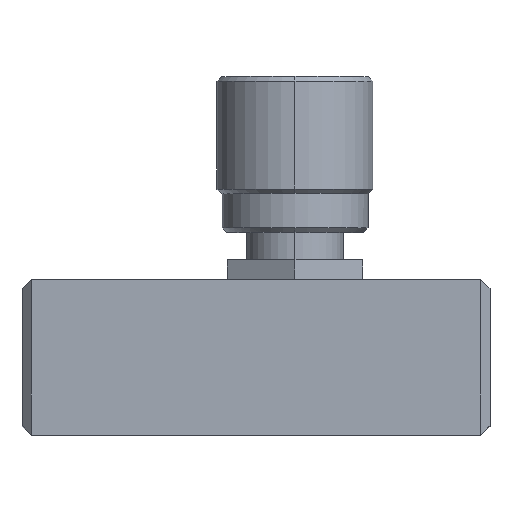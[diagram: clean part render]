
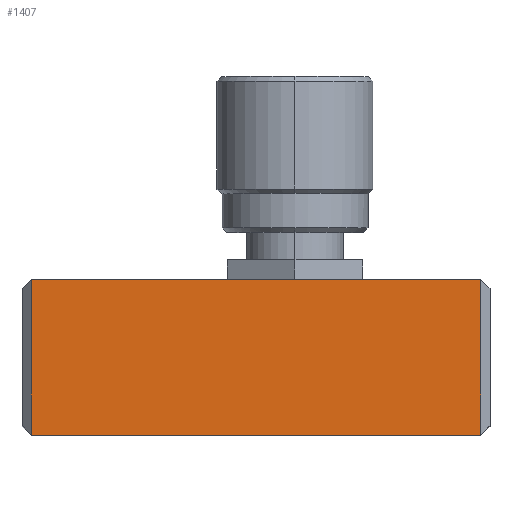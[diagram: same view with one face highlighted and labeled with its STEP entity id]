
A CAD part, top view. The second image highlights one B-rep face of the part: STEP entity #1407.
In plain terms, the highlighted planar face has unit normal (0, 0, 1).
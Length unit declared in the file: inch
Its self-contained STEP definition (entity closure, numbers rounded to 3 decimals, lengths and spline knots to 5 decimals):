
#833=DIRECTION('',(1.,0.,0.));
#834=VECTOR('',#833,0.00795);
#835=CARTESIAN_POINT('',(-0.00397,0.5,0.5));
#836=LINE('',#835,#834);
#837=DIRECTION('',(-1.,0.,0.));
#838=VECTOR('',#837,1.18603);
#839=CARTESIAN_POINT('',(1.19,0.5,0.5));
#840=LINE('',#839,#838);
#841=DIRECTION('',(0.,1.,0.));
#842=VECTOR('',#841,1.);
#843=CARTESIAN_POINT('',(1.19,-0.5,0.5));
#844=LINE('',#843,#842);
#845=DIRECTION('',(1.,0.,0.));
#846=VECTOR('',#845,2.88);
#847=CARTESIAN_POINT('',(-1.69,-0.5,0.5));
#848=LINE('',#847,#846);
#849=DIRECTION('',(0.,-1.,0.));
#850=VECTOR('',#849,1.);
#851=CARTESIAN_POINT('',(-1.69,0.5,0.5));
#852=LINE('',#851,#850);
#853=DIRECTION('',(-1.,0.,0.));
#854=VECTOR('',#853,1.68603);
#855=CARTESIAN_POINT('',(-0.00397,0.5,0.5));
#856=LINE('',#855,#854);
#1069=CARTESIAN_POINT('',(-1.69,-0.5,0.5));
#1071=VERTEX_POINT('',#1069);
#1077=CARTESIAN_POINT('',(-1.69,0.5,0.5));
#1078=VERTEX_POINT('',#1077);
#1085=CARTESIAN_POINT('',(1.19,0.5,0.5));
#1087=VERTEX_POINT('',#1085);
#1093=CARTESIAN_POINT('',(1.19,-0.5,0.5));
#1094=VERTEX_POINT('',#1093);
#1111=CARTESIAN_POINT('',(-0.00397,0.5,0.5));
#1112=CARTESIAN_POINT('',(0.00397,0.5,0.5));
#1113=VERTEX_POINT('',#1111);
#1114=VERTEX_POINT('',#1112);
#1391=CARTESIAN_POINT('',(0.,0.,0.5));
#1392=DIRECTION('',(0.,0.,1.));
#1393=DIRECTION('',(1.,0.,0.));
#1394=AXIS2_PLACEMENT_3D('',#1391,#1392,#1393);
#1395=PLANE('',#1394);
#1396=ORIENTED_EDGE('',*,*,#1383,.T.);
#1397=ORIENTED_EDGE('',*,*,#1305,.F.);
#1399=ORIENTED_EDGE('',*,*,#1398,.F.);
#1401=ORIENTED_EDGE('',*,*,#1400,.F.);
#1403=ORIENTED_EDGE('',*,*,#1402,.F.);
#1404=ORIENTED_EDGE('',*,*,#1325,.F.);
#1405=EDGE_LOOP('',(#1396,#1397,#1399,#1401,#1403,#1404));
#1406=FACE_OUTER_BOUND('',#1405,.F.);
#1407=ADVANCED_FACE('',(#1406),#1395,.T.);
#1305=EDGE_CURVE('',#1087,#1114,#840,.T.);
#1325=EDGE_CURVE('',#1113,#1078,#856,.T.);
#1383=EDGE_CURVE('',#1113,#1114,#836,.T.);
#1398=EDGE_CURVE('',#1094,#1087,#844,.T.);
#1400=EDGE_CURVE('',#1071,#1094,#848,.T.);
#1402=EDGE_CURVE('',#1078,#1071,#852,.T.);
